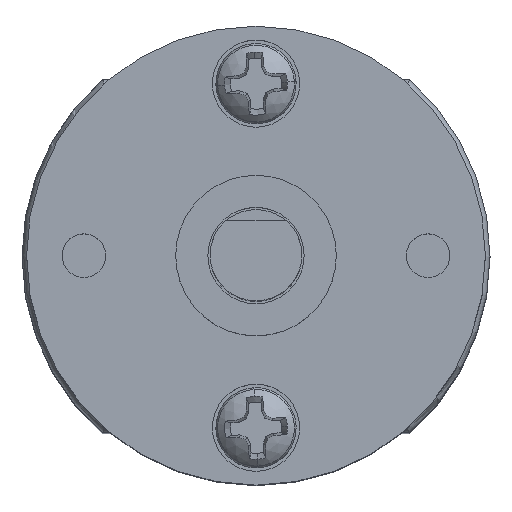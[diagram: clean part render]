
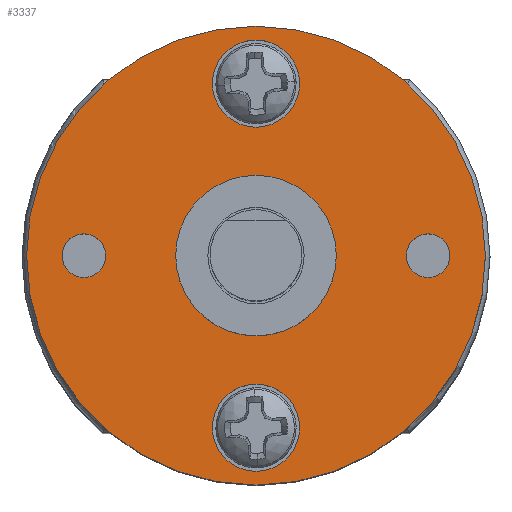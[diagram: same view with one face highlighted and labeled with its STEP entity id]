
A CAD part, top view. The second image highlights one B-rep face of the part: STEP entity #3337.
In plain terms, the highlighted planar face has unit normal (0, 0, 1).
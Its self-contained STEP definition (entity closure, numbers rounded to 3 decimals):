
#24 = EDGE_CURVE ( 'NONE', #6472, #14141, #3869, .T. ) ;
#49 = CARTESIAN_POINT ( 'NONE',  ( 23.894, 13.503, 45.507 ) ) ;
#80 = DIRECTION ( 'NONE',  ( 0., 0., -1. ) ) ;
#491 = DIRECTION ( 'NONE',  ( 0., 0., 1. ) ) ;
#538 = AXIS2_PLACEMENT_3D ( 'NONE', #49, #3655, #15161 ) ;
#599 = EDGE_CURVE ( 'NONE', #2148, #10752, #14628, .T. ) ;
#736 = CIRCLE ( 'NONE', #538, 1.9 ) ;
#838 = DIRECTION ( 'NONE',  ( 0., 0., -1. ) ) ;
#1151 = ORIENTED_EDGE ( 'NONE', *, *, #16285, .F. ) ;
#1270 = EDGE_CURVE ( 'NONE', #15978, #19961, #17892, .T. ) ;
#1312 = VERTEX_POINT ( 'NONE', #18051 ) ;
#1471 = ORIENTED_EDGE ( 'NONE', *, *, #11098, .F. ) ;
#1742 = DIRECTION ( 'NONE',  ( 0., 0., 1. ) ) ;
#1879 = FACE_BOUND ( 'NONE', #13993, .T. ) ;
#1926 = DIRECTION ( 'NONE',  ( 0., 1., 0. ) ) ;
#2148 = VERTEX_POINT ( 'NONE', #5578 ) ;
#2494 = EDGE_CURVE ( 'NONE', #2791, #19323, #8165, .T. ) ;
#2505 = CARTESIAN_POINT ( 'NONE',  ( 23.894, 11.603, 45.507 ) ) ;
#2669 = FACE_BOUND ( 'NONE', #16309, .T. ) ;
#2791 = VERTEX_POINT ( 'NONE', #15719 ) ;
#3151 = ORIENTED_EDGE ( 'NONE', *, *, #17748, .F. ) ;
#3337 = ADVANCED_FACE ( 'NONE', ( #1879, #2669, #14533, #18089, #15812, #21163 ), #10882, .F. ) ;
#3505 = CIRCLE ( 'NONE', #21115, 3.5 ) ;
#3602 = EDGE_LOOP ( 'NONE', ( #8207, #1471 ) ) ;
#3655 = DIRECTION ( 'NONE',  ( 0., 0., 1. ) ) ;
#3734 = DIRECTION ( 'NONE',  ( 0., 1., 0. ) ) ;
#3869 = CIRCLE ( 'NONE', #12366, 3.5 ) ;
#4232 = DIRECTION ( 'NONE',  ( 0., 1., 0. ) ) ;
#4316 = CARTESIAN_POINT ( 'NONE',  ( 23.894, 21.003, 45.507 ) ) ;
#4390 = DIRECTION ( 'NONE',  ( 0., 1., 0. ) ) ;
#4639 = CARTESIAN_POINT ( 'NONE',  ( 16.394, 21.003, 45.507 ) ) ;
#4680 = ORIENTED_EDGE ( 'NONE', *, *, #20567, .F. ) ;
#4796 = CARTESIAN_POINT ( 'NONE',  ( 23.894, 21.003, 45.507 ) ) ;
#5218 = ORIENTED_EDGE ( 'NONE', *, *, #11902, .F. ) ;
#5310 = AXIS2_PLACEMENT_3D ( 'NONE', #19325, #9480, #11136 ) ;
#5328 = EDGE_LOOP ( 'NONE', ( #19510, #19347 ) ) ;
#5578 = CARTESIAN_POINT ( 'NONE',  ( 23.894, 26.603, 45.507 ) ) ;
#5853 = CIRCLE ( 'NONE', #5310, 1.9 ) ;
#6472 = VERTEX_POINT ( 'NONE', #19194 ) ;
#6725 = CARTESIAN_POINT ( 'NONE',  ( 23.894, 21.003, 45.507 ) ) ;
#6990 = AXIS2_PLACEMENT_3D ( 'NONE', #15315, #7054, #3734 ) ;
#7024 = AXIS2_PLACEMENT_3D ( 'NONE', #20541, #838, #4232 ) ;
#7033 = CARTESIAN_POINT ( 'NONE',  ( 23.894, 30.403, 45.507 ) ) ;
#7054 = DIRECTION ( 'NONE',  ( 0., 0., -1. ) ) ;
#7301 = DIRECTION ( 'NONE',  ( 0., 0., 1. ) ) ;
#7771 = DIRECTION ( 'NONE',  ( 0., -1., 0. ) ) ;
#7817 = ORIENTED_EDGE ( 'NONE', *, *, #24, .F. ) ;
#7847 = DIRECTION ( 'NONE',  ( 0., 0., 1. ) ) ;
#8165 = CIRCLE ( 'NONE', #10215, 0.95 ) ;
#8207 = ORIENTED_EDGE ( 'NONE', *, *, #2494, .F. ) ;
#8306 = EDGE_LOOP ( 'NONE', ( #15850, #1151 ) ) ;
#8694 = CIRCLE ( 'NONE', #16057, 0.95 ) ;
#8788 = CARTESIAN_POINT ( 'NONE',  ( 31.394, 21.003, 45.507 ) ) ;
#8841 = CARTESIAN_POINT ( 'NONE',  ( 23.894, 31.003, 45.507 ) ) ;
#9480 = DIRECTION ( 'NONE',  ( 0., 0., 1. ) ) ;
#9556 = CARTESIAN_POINT ( 'NONE',  ( 31.394, 21.003, 45.507 ) ) ;
#9756 = DIRECTION ( 'NONE',  ( 0., 1., 0. ) ) ;
#10215 = AXIS2_PLACEMENT_3D ( 'NONE', #9556, #20897, #16313 ) ;
#10469 = VERTEX_POINT ( 'NONE', #13077 ) ;
#10752 = VERTEX_POINT ( 'NONE', #7033 ) ;
#10882 = PLANE ( 'NONE',  #17238 ) ;
#10946 = CIRCLE ( 'NONE', #6990, 10. ) ;
#11098 = EDGE_CURVE ( 'NONE', #19323, #2791, #11191, .T. ) ;
#11136 = DIRECTION ( 'NONE',  ( 0., -1., 0. ) ) ;
#11191 = CIRCLE ( 'NONE', #13459, 0.95 ) ;
#11557 = CARTESIAN_POINT ( 'NONE',  ( 16.394, 21.003, 45.507 ) ) ;
#11902 = EDGE_CURVE ( 'NONE', #1312, #15074, #21329, .T. ) ;
#12366 = AXIS2_PLACEMENT_3D ( 'NONE', #16883, #7301, #18540 ) ;
#12590 = DIRECTION ( 'NONE',  ( 0., 0., -1. ) ) ;
#13077 = CARTESIAN_POINT ( 'NONE',  ( 23.894, 15.403, 45.507 ) ) ;
#13297 = DIRECTION ( 'NONE',  ( 0., -1., 0. ) ) ;
#13459 = AXIS2_PLACEMENT_3D ( 'NONE', #8788, #491, #13612 ) ;
#13612 = DIRECTION ( 'NONE',  ( 0., -1., 0. ) ) ;
#13806 = AXIS2_PLACEMENT_3D ( 'NONE', #6725, #80, #17913 ) ;
#13993 = EDGE_LOOP ( 'NONE', ( #4680, #3151 ) ) ;
#14141 = VERTEX_POINT ( 'NONE', #18006 ) ;
#14326 = AXIS2_PLACEMENT_3D ( 'NONE', #18401, #15334, #1926 ) ;
#14533 = FACE_BOUND ( 'NONE', #3602, .T. ) ;
#14628 = CIRCLE ( 'NONE', #14326, 1.9 ) ;
#14756 = ORIENTED_EDGE ( 'NONE', *, *, #15252, .F. ) ;
#15074 = VERTEX_POINT ( 'NONE', #15891 ) ;
#15161 = DIRECTION ( 'NONE',  ( 0., -1., 0. ) ) ;
#15200 = EDGE_CURVE ( 'NONE', #14141, #6472, #3505, .T. ) ;
#15252 = EDGE_CURVE ( 'NONE', #15074, #1312, #8694, .T. ) ;
#15315 = CARTESIAN_POINT ( 'NONE',  ( 23.894, 21.003, 45.507 ) ) ;
#15334 = DIRECTION ( 'NONE',  ( 0., 0., -1. ) ) ;
#15719 = CARTESIAN_POINT ( 'NONE',  ( 31.394, 20.053, 45.507 ) ) ;
#15812 = FACE_BOUND ( 'NONE', #18225, .T. ) ;
#15850 = ORIENTED_EDGE ( 'NONE', *, *, #1270, .F. ) ;
#15891 = CARTESIAN_POINT ( 'NONE',  ( 16.394, 20.053, 45.507 ) ) ;
#15978 = VERTEX_POINT ( 'NONE', #20282 ) ;
#16057 = AXIS2_PLACEMENT_3D ( 'NONE', #11557, #1742, #13297 ) ;
#16285 = EDGE_CURVE ( 'NONE', #19961, #15978, #10946, .T. ) ;
#16309 = EDGE_LOOP ( 'NONE', ( #14756, #5218 ) ) ;
#16313 = DIRECTION ( 'NONE',  ( 0., -1., 0. ) ) ;
#16883 = CARTESIAN_POINT ( 'NONE',  ( 23.894, 21.003, 45.507 ) ) ;
#17238 = AXIS2_PLACEMENT_3D ( 'NONE', #4316, #12590, #4390 ) ;
#17518 = VERTEX_POINT ( 'NONE', #2505 ) ;
#17537 = EDGE_CURVE ( 'NONE', #10752, #2148, #18519, .T. ) ;
#17748 = EDGE_CURVE ( 'NONE', #10469, #17518, #736, .T. ) ;
#17892 = CIRCLE ( 'NONE', #13806, 10. ) ;
#17913 = DIRECTION ( 'NONE',  ( 0., 1., 0. ) ) ;
#18006 = CARTESIAN_POINT ( 'NONE',  ( 23.894, 17.503, 45.507 ) ) ;
#18051 = CARTESIAN_POINT ( 'NONE',  ( 16.394, 21.953, 45.507 ) ) ;
#18089 = FACE_OUTER_BOUND ( 'NONE', #8306, .T. ) ;
#18225 = EDGE_LOOP ( 'NONE', ( #7817, #19401 ) ) ;
#18401 = CARTESIAN_POINT ( 'NONE',  ( 23.894, 28.503, 45.507 ) ) ;
#18402 = AXIS2_PLACEMENT_3D ( 'NONE', #4639, #7847, #7771 ) ;
#18475 = CARTESIAN_POINT ( 'NONE',  ( 31.394, 21.953, 45.507 ) ) ;
#18519 = CIRCLE ( 'NONE', #7024, 1.9 ) ;
#18540 = DIRECTION ( 'NONE',  ( 0., 1., 0. ) ) ;
#19194 = CARTESIAN_POINT ( 'NONE',  ( 23.894, 24.503, 45.507 ) ) ;
#19323 = VERTEX_POINT ( 'NONE', #18475 ) ;
#19325 = CARTESIAN_POINT ( 'NONE',  ( 23.894, 13.503, 45.507 ) ) ;
#19347 = ORIENTED_EDGE ( 'NONE', *, *, #17537, .T. ) ;
#19401 = ORIENTED_EDGE ( 'NONE', *, *, #15200, .F. ) ;
#19510 = ORIENTED_EDGE ( 'NONE', *, *, #599, .T. ) ;
#19577 = DIRECTION ( 'NONE',  ( 0., 0., 1. ) ) ;
#19961 = VERTEX_POINT ( 'NONE', #8841 ) ;
#20282 = CARTESIAN_POINT ( 'NONE',  ( 23.894, 11.003, 45.507 ) ) ;
#20541 = CARTESIAN_POINT ( 'NONE',  ( 23.894, 28.503, 45.507 ) ) ;
#20567 = EDGE_CURVE ( 'NONE', #17518, #10469, #5853, .T. ) ;
#20897 = DIRECTION ( 'NONE',  ( 0., 0., 1. ) ) ;
#21115 = AXIS2_PLACEMENT_3D ( 'NONE', #4796, #19577, #9756 ) ;
#21163 = FACE_BOUND ( 'NONE', #5328, .T. ) ;
#21329 = CIRCLE ( 'NONE', #18402, 0.95 ) ;
